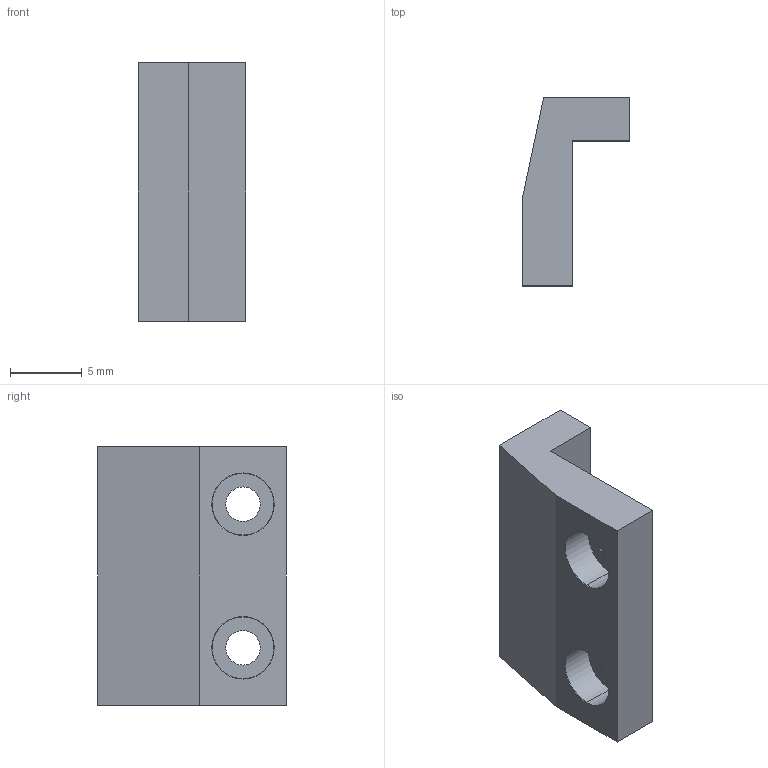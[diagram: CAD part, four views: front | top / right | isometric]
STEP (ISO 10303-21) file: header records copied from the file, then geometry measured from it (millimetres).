
FILE_DESCRIPTION (( 'STEP AP214' ), '1' );
FILE_NAME ('癹弇硃間.STEP', '2026-01-18T09:33:00', ( '' ), ( '' ), 'SwSTEP 2.0', 'SolidWorks 2025', '' );
FILE_SCHEMA (( 'AUTOMOTIVE_DESIGN' ));
Length unit declared in the file: millimetre
Products named in the file (1): 限位补丁
Bounding box: 7.5 x 13.1 x 18 mm (x, y, z)
Volume: 867.8 mm3; surface area: 884.2 mm2
Topology: 1 solids, 1 shells, 23 faces, 53 edges, 34 vertices
Faces by surface type: plane 11, cylinder 8, cone 4
Entity records: 686 total; most frequent: DIRECTION 121, CARTESIAN_POINT 111, ORIENTED_EDGE 106, EDGE_CURVE 53, AXIS2_PLACEMENT_3D 44, VERTEX_POINT 34, VECTOR 33, LINE 33
